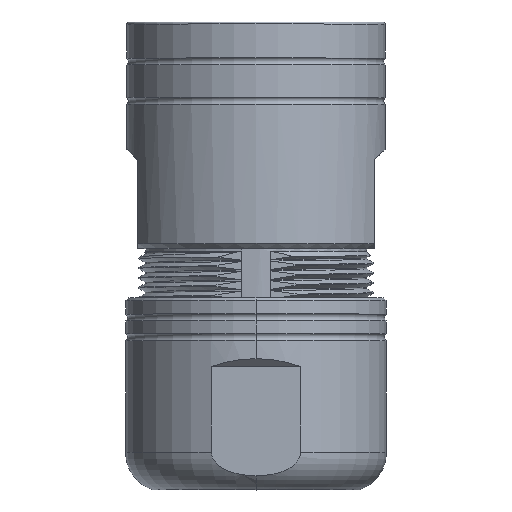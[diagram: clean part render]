
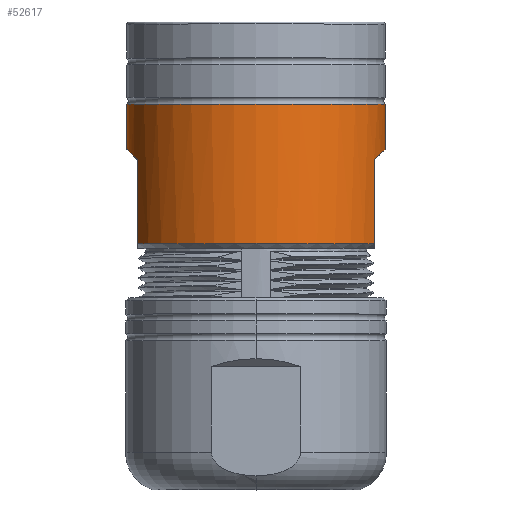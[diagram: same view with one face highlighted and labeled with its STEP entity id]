
A CAD part, top view. The second image highlights one B-rep face of the part: STEP entity #52617.
In plain terms, the highlighted cylindrical face has radius 13.15 mm (diameter 26.3 mm), a partial arc.
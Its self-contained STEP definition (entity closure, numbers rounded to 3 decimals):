
#15747=DIRECTION('',(0.,-1.,0.));
#15748=VECTOR('',#15747,8.5);
#15749=CARTESIAN_POINT('',(-12.,6.,5.378));
#15750=LINE('',#15749,#15748);
#15755=CARTESIAN_POINT('',(-12.,-2.5,
5.378));
#15780=CARTESIAN_POINT('',(13.15,7.15,0.));
#15786=DIRECTION('',(0.,1.,0.));
#15787=VECTOR('',#15786,4.504);
#15788=CARTESIAN_POINT('',(13.15,7.15,0.));
#15789=LINE('',#15788,#15787);
#15799=CARTESIAN_POINT('',(-13.15,7.15,0.));
#15839=CARTESIAN_POINT('',(0.,-2.5,0.));
#15840=DIRECTION('',(0.,-1.,0.));
#15841=DIRECTION('',(0.913,0.,0.409));
#15842=AXIS2_PLACEMENT_3D('',#15839,#15840,#15841);
#15844=CARTESIAN_POINT('',(-13.15,7.15,0.));
#15845=CARTESIAN_POINT('',(-13.15,7.15,0.975));
#15846=CARTESIAN_POINT('',(-12.937,6.937,
2.837));
#15847=CARTESIAN_POINT('',(-12.369,6.369,
4.554));
#15848=CARTESIAN_POINT('',(-12.,6.,5.378));
#15850=DIRECTION('',(0.,1.,0.));
#15851=VECTOR('',#15850,4.504);
#15852=CARTESIAN_POINT('',(-13.15,7.15,0.));
#15853=LINE('',#15852,#15851);
#15854=CARTESIAN_POINT('',(0.,11.654,0.));
#15855=DIRECTION('',(0.,1.,0.));
#15856=DIRECTION('',(-1.,0.,0.));
#15857=AXIS2_PLACEMENT_3D('',#15854,#15855,#15856);
#15859=CARTESIAN_POINT('',(12.,6.,5.378));
#15860=CARTESIAN_POINT('',(12.369,6.369,4.554));
#15861=CARTESIAN_POINT('',(12.937,6.937,2.837));
#15862=CARTESIAN_POINT('',(13.15,7.15,0.975));
#15863=CARTESIAN_POINT('',(13.15,7.15,0.));
#15865=DIRECTION('',(0.,-1.,0.));
#15866=VECTOR('',#15865,8.5);
#15867=CARTESIAN_POINT('',(12.,6.,5.378));
#15868=LINE('',#15867,#15866);
#15985=VERTEX_POINT('',#15799);
#15986=VERTEX_POINT('',#15780);
#15988=VERTEX_POINT('',#15848);
#15989=VERTEX_POINT('',#15859);
#15999=CARTESIAN_POINT('',(13.15,11.654,0.));
#16000=CARTESIAN_POINT('',(-13.15,11.654,0.));
#16001=VERTEX_POINT('',#15999);
#16002=VERTEX_POINT('',#16000);
#16127=VERTEX_POINT('',#15755);
#16128=CARTESIAN_POINT('',(12.,-2.5,5.378));
#16129=VERTEX_POINT('',#16128);
#52600=CARTESIAN_POINT('',(0.,0.,0.));
#52601=DIRECTION('',(0.,1.,0.));
#52602=DIRECTION('',(1.,0.,0.));
#52603=AXIS2_PLACEMENT_3D('',#52600,#52601,#52602);
#52604=CYLINDRICAL_SURFACE('',#52603,13.15);
#52605=ORIENTED_EDGE('',*,*,#52482,.T.);
#52606=ORIENTED_EDGE('',*,*,#52499,.F.);
#52608=ORIENTED_EDGE('',*,*,#52607,.F.);
#52609=ORIENTED_EDGE('',*,*,#52535,.T.);
#52610=ORIENTED_EDGE('',*,*,#52581,.T.);
#52611=ORIENTED_EDGE('',*,*,#52531,.F.);
#52613=ORIENTED_EDGE('',*,*,#52612,.F.);
#52614=ORIENTED_EDGE('',*,*,#52466,.T.);
#52615=EDGE_LOOP('',(#52605,#52606,#52608,#52609,#52610,#52611,#52613,#52614));
#52616=FACE_OUTER_BOUND('',#52615,.F.);
#52617=ADVANCED_FACE('',(#52616),#52604,.T.);
#15843=CIRCLE('',#15842,13.15);
#15849=B_SPLINE_CURVE_WITH_KNOTS('',3,(#15844,#15845,#15846,#15847,#15848),
.UNSPECIFIED.,.F.,.F.,(4,1,4),(0.,0.5,1.),.UNSPECIFIED.);
#15858=CIRCLE('',#15857,13.15);
#15864=B_SPLINE_CURVE_WITH_KNOTS('',3,(#15859,#15860,#15861,#15862,#15863),
.UNSPECIFIED.,.F.,.F.,(4,1,4),(0.,0.5,1.),.UNSPECIFIED.);
#52466=EDGE_CURVE('',#15989,#16129,#15868,.T.);
#52482=EDGE_CURVE('',#16129,#16127,#15843,.T.);
#52499=EDGE_CURVE('',#15988,#16127,#15750,.T.);
#52531=EDGE_CURVE('',#15986,#16001,#15789,.T.);
#52535=EDGE_CURVE('',#15985,#16002,#15853,.T.);
#52581=EDGE_CURVE('',#16002,#16001,#15858,.T.);
#52607=EDGE_CURVE('',#15985,#15988,#15849,.T.);
#52612=EDGE_CURVE('',#15989,#15986,#15864,.T.);
